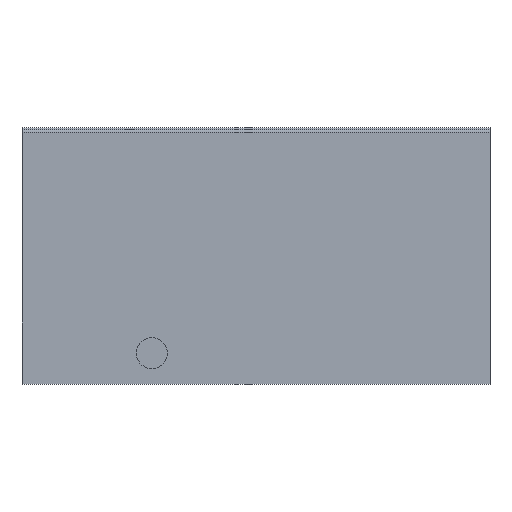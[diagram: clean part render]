
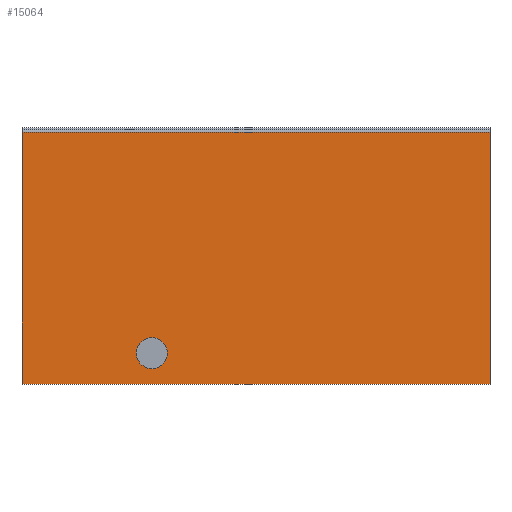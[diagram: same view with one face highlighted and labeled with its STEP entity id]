
A CAD part, left-side view. The second image highlights one B-rep face of the part: STEP entity #15064.
In plain terms, the highlighted planar face has unit normal (-1, 0, 0).
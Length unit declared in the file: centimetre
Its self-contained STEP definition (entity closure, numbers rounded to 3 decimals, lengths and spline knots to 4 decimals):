
#844=FACE_BOUND('',#4896,.T.);
#1754=LINE('',#34059,#2591);
#1758=LINE('',#34069,#2595);
#1787=LINE('',#34182,#2624);
#1790=LINE('',#34187,#2627);
#2591=VECTOR('',#20814,1.);
#2595=VECTOR('',#20822,1.011);
#2624=VECTOR('',#20945,1.011);
#2627=VECTOR('',#20950,1.011);
#3851=FACE_OUTER_BOUND('',#4895,.T.);
#4895=EDGE_LOOP('',(#13633,#13634,#13635,#13636));
#4896=EDGE_LOOP('',(#13637));
#5823=CIRCLE('',#16788,0.5055);
#7133=VERTEX_POINT('',#34052);
#7136=VERTEX_POINT('',#34057);
#7140=VERTEX_POINT('',#34067);
#7147=VERTEX_POINT('',#34087);
#7177=VERTEX_POINT('',#34181);
#9282=EDGE_CURVE('',#7136,#7133,#1754,.T.);
#9287=EDGE_CURVE('',#7140,#7136,#1758,.T.);
#9296=EDGE_CURVE('',#7147,#7147,#5823,.T.);
#9343=EDGE_CURVE('',#7177,#7133,#1787,.T.);
#9346=EDGE_CURVE('',#7177,#7140,#1790,.T.);
#13633=ORIENTED_EDGE('',*,*,#9282,.F.);
#13634=ORIENTED_EDGE('',*,*,#9287,.F.);
#13635=ORIENTED_EDGE('',*,*,#9346,.F.);
#13636=ORIENTED_EDGE('',*,*,#9343,.T.);
#13637=ORIENTED_EDGE('',*,*,#9296,.T.);
#14110=PLANE('',#16831);
#15064=ADVANCED_FACE('',(#3851,#844),#14110,.T.);
#16788=AXIS2_PLACEMENT_3D('',#34088,#20838,#20839);
#16831=AXIS2_PLACEMENT_3D('',#34186,#20948,#20949);
#20814=DIRECTION('',(0.,-1.,0.));
#20822=DIRECTION('',(0.,0.,1.));
#20838=DIRECTION('center_axis',(1.,0.,0.));
#20839=DIRECTION('ref_axis',(0.,-1.,0.));
#20945=DIRECTION('',(0.,0.,1.));
#20948=DIRECTION('center_axis',(-1.,0.,0.));
#20949=DIRECTION('ref_axis',(0.,-1.,0.));
#20950=DIRECTION('',(0.,1.,0.));
#34052=CARTESIAN_POINT('',(-4.2209,-13.5457,8.1));
#34057=CARTESIAN_POINT('',(-4.2209,1.68,8.1));
#34059=CARTESIAN_POINT('',(-4.2209,-2.1264,8.1));
#34067=CARTESIAN_POINT('',(-4.2209,1.68,-0.0907));
#34069=CARTESIAN_POINT('',(-4.2209,1.68,-0.0907));
#34087=CARTESIAN_POINT('',(-4.2209,-2.0405,0.9203));
#34088=CARTESIAN_POINT('Origin',(-4.2209,-2.546,0.9203));
#34181=CARTESIAN_POINT('',(-4.2209,-13.5457,-0.0907));
#34182=CARTESIAN_POINT('',(-4.2209,-13.5457,-0.0907));
#34186=CARTESIAN_POINT('Origin',(-4.2209,1.68,-0.0907));
#34187=CARTESIAN_POINT('',(-4.2209,-13.5457,-0.0907));
